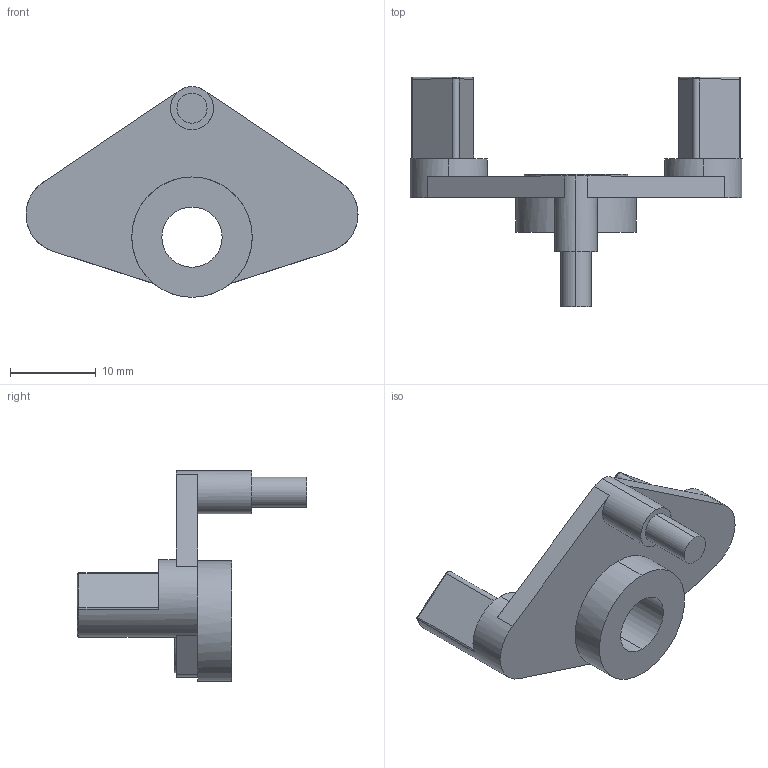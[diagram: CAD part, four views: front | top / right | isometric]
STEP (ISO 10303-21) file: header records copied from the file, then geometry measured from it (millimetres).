
FILE_DESCRIPTION (( 'STEP AP214' ), '1' );
FILE_NAME ('Carriage Movement Claws.STEP', '2025-07-06T08:35:26', ( '' ), ( '' ), 'SwSTEP 2.0', 'SolidWorks 2025', '' );
FILE_SCHEMA (( 'AUTOMOTIVE_DESIGN' ));
Length unit declared in the file: millimetre
Products named in the file (1): Carriage Movement Claws
Bounding box: 38.6 x 26.7 x 24.5 mm (x, y, z)
Volume: 2917 mm3; surface area: 2371.3 mm2
Topology: 1 solids, 1 shells, 54 faces, 136 edges, 82 vertices
Faces by surface type: cylinder 25, plane 19, torus 6, sphere 4
Entity records: 1646 total; most frequent: DIRECTION 318, CARTESIAN_POINT 269, ORIENTED_EDGE 264, EDGE_CURVE 132, AXIS2_PLACEMENT_3D 131, VERTEX_POINT 82, CIRCLE 76, EDGE_LOOP 58
